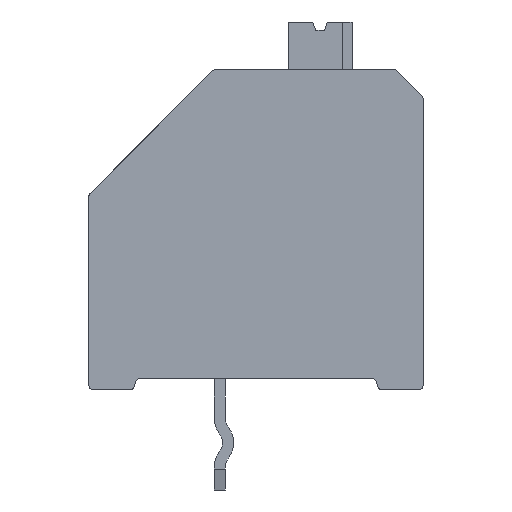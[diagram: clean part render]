
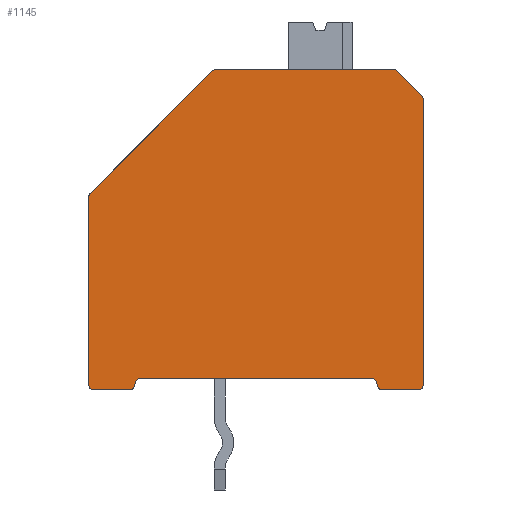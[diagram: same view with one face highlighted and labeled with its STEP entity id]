
A CAD part, front view. The second image highlights one B-rep face of the part: STEP entity #1145.
In plain terms, the highlighted planar face has unit normal (0, -1, 0).
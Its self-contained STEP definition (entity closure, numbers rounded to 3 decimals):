
#1145 = ADVANCED_FACE( '', ( #2428 ), #2429, .T. );
#2428 = FACE_OUTER_BOUND( '', #3883, .T. );
#2429 = PLANE( '', #3884 );
#3883 = EDGE_LOOP( '', ( #7088, #7089, #7090, #7091, #7092, #7093, #7094, #7095, #7096, #7097, #7098, #7099, #7100, #7101, #7102, #7103, #7104, #7105, #7106, #7107 ) );
#3884 = AXIS2_PLACEMENT_3D( '', #7108, #7109, #7110 );
#7088 = ORIENTED_EDGE( '', *, *, #10332, .F. );
#7089 = ORIENTED_EDGE( '', *, *, #10361, .T. );
#7090 = ORIENTED_EDGE( '', *, *, #10362, .F. );
#7091 = ORIENTED_EDGE( '', *, *, #10353, .T. );
#7092 = ORIENTED_EDGE( '', *, *, #9845, .F. );
#7093 = ORIENTED_EDGE( '', *, *, #9770, .T. );
#7094 = ORIENTED_EDGE( '', *, *, #10363, .T. );
#7095 = ORIENTED_EDGE( '', *, *, #10364, .T. );
#7096 = ORIENTED_EDGE( '', *, *, #10357, .F. );
#7097 = ORIENTED_EDGE( '', *, *, #10365, .T. );
#7098 = ORIENTED_EDGE( '', *, *, #10000, .T. );
#7099 = ORIENTED_EDGE( '', *, *, #9413, .F. );
#7100 = ORIENTED_EDGE( '', *, *, #10041, .T. );
#7101 = ORIENTED_EDGE( '', *, *, #9165, .F. );
#7102 = ORIENTED_EDGE( '', *, *, #10366, .T. );
#7103 = ORIENTED_EDGE( '', *, *, #10367, .T. );
#7104 = ORIENTED_EDGE( '', *, *, #10368, .F. );
#7105 = ORIENTED_EDGE( '', *, *, #10369, .T. );
#7106 = ORIENTED_EDGE( '', *, *, #10122, .T. );
#7107 = ORIENTED_EDGE( '', *, *, #9334, .T. );
#7108 = CARTESIAN_POINT( '', ( 0., -15.75, 0. ) );
#7109 = DIRECTION( '', ( 0., -1., 0. ) );
#7110 = DIRECTION( '', ( 0., 0., -1. ) );
#9165 = EDGE_CURVE( '', #11054, #11055, #11056, .T. );
#9334 = EDGE_CURVE( '', #11360, #11357, #11361, .T. );
#9413 = EDGE_CURVE( '', #11497, #11498, #11499, .T. );
#9770 = EDGE_CURVE( '', #12088, #12086, #12089, .T. );
#9845 = EDGE_CURVE( '', #12088, #12201, #12202, .T. );
#10000 = EDGE_CURVE( '', #12441, #11498, #12442, .T. );
#10041 = EDGE_CURVE( '', #11497, #11055, #12496, .T. );
#10122 = EDGE_CURVE( '', #12613, #11360, #12614, .T. );
#10332 = EDGE_CURVE( '', #12895, #11357, #12897, .T. );
#10353 = EDGE_CURVE( '', #12924, #12201, #12925, .T. );
#10357 = EDGE_CURVE( '', #12928, #12931, #12932, .T. );
#10361 = EDGE_CURVE( '', #12895, #12937, #12938, .T. );
#10362 = EDGE_CURVE( '', #12924, #12937, #12939, .T. );
#10363 = EDGE_CURVE( '', #12086, #12940, #12941, .T. );
#10364 = EDGE_CURVE( '', #12940, #12931, #12942, .T. );
#10365 = EDGE_CURVE( '', #12928, #12441, #12943, .T. );
#10366 = EDGE_CURVE( '', #11054, #12944, #12945, .T. );
#10367 = EDGE_CURVE( '', #12944, #12946, #12947, .T. );
#10368 = EDGE_CURVE( '', #12948, #12946, #12949, .T. );
#10369 = EDGE_CURVE( '', #12948, #12613, #12950, .T. );
#11054 = VERTEX_POINT( '', #13809 );
#11055 = VERTEX_POINT( '', #13810 );
#11056 = CIRCLE( '', #13811, 0.17 );
#11357 = VERTEX_POINT( '', #14239 );
#11360 = VERTEX_POINT( '', #14243 );
#11361 = CIRCLE( '', #14244, 0.17 );
#11497 = VERTEX_POINT( '', #14444 );
#11498 = VERTEX_POINT( '', #14445 );
#11499 = CIRCLE( '', #14446, 0.17 );
#12086 = VERTEX_POINT( '', #15306 );
#12088 = VERTEX_POINT( '', #15309 );
#12089 = CIRCLE( '', #15310, 0.17 );
#12201 = VERTEX_POINT( '', #15469 );
#12202 = LINE( '', #15470, #15471 );
#12441 = VERTEX_POINT( '', #15786 );
#12442 = LINE( '', #15787, #15788 );
#12496 = LINE( '', #15869, #15870 );
#12613 = VERTEX_POINT( '', #16035 );
#12614 = LINE( '', #16036, #16037 );
#12895 = VERTEX_POINT( '', #16442 );
#12897 = LINE( '', #16445, #16446 );
#12924 = VERTEX_POINT( '', #16483 );
#12925 = CIRCLE( '', #16484, 0.17 );
#12928 = VERTEX_POINT( '', #16488 );
#12931 = VERTEX_POINT( '', #16492 );
#12932 = LINE( '', #16493, #16494 );
#12937 = VERTEX_POINT( '', #16501 );
#12938 = CIRCLE( '', #16502, 0.17 );
#12939 = LINE( '', #16503, #16504 );
#12940 = VERTEX_POINT( '', #16505 );
#12941 = LINE( '', #16506, #16507 );
#12942 = CIRCLE( '', #16508, 0.17 );
#12943 = CIRCLE( '', #16509, 0.17 );
#12944 = VERTEX_POINT( '', #16510 );
#12945 = LINE( '', #16511, #16512 );
#12946 = VERTEX_POINT( '', #16513 );
#12947 = CIRCLE( '', #16514, 0.17 );
#12948 = VERTEX_POINT( '', #16515 );
#12949 = LINE( '', #16516, #16517 );
#12950 = CIRCLE( '', #16518, 0.17 );
#13809 = CARTESIAN_POINT( '', ( 10.327, -15.75, 0.104 ) );
#13810 = CARTESIAN_POINT( '', ( 10.162, -15.75, 0.23 ) );
#13811 = AXIS2_PLACEMENT_3D( '', #17373, #17374, #17375 );
#14239 = CARTESIAN_POINT( '', ( 11.95, -15.75, 10.38 ) );
#14243 = CARTESIAN_POINT( '', ( 12., -15.75, 10.26 ) );
#14244 = AXIS2_PLACEMENT_3D( '', #17594, #17595, #17596 );
#14444 = CARTESIAN_POINT( '', ( 1.838, -15.75, 0.23 ) );
#14445 = CARTESIAN_POINT( '', ( 1.673, -15.75, 0.104 ) );
#14446 = AXIS2_PLACEMENT_3D( '', #17703, #17704, #17705 );
#15306 = CARTESIAN_POINT( '', ( 0., -15.75, 6.76 ) );
#15309 = CARTESIAN_POINT( '', ( 0.05, -15.75, 6.88 ) );
#15310 = AXIS2_PLACEMENT_3D( '', #18097, #18098, #18099 );
#15469 = CARTESIAN_POINT( '', ( 4.45, -15.75, 11.28 ) );
#15470 = CARTESIAN_POINT( '', ( 1.847, -15.75, 8.677 ) );
#15471 = VECTOR( '', #18171, 1000. );
#15786 = CARTESIAN_POINT( '', ( 1.634, -15.75, -0.044 ) );
#15787 = CARTESIAN_POINT( '', ( 1.707, -15.75, 0.23 ) );
#15788 = VECTOR( '', #18395, 1000. );
#15869 = CARTESIAN_POINT( '', ( 2.9, -15.75, 0.23 ) );
#15870 = VECTOR( '', #18426, 1000. );
#16035 = CARTESIAN_POINT( '', ( 12., -15.75, 0. ) );
#16036 = CARTESIAN_POINT( '', ( 12., -15.75, -3.77 ) );
#16037 = VECTOR( '', #18511, 1000. );
#16442 = CARTESIAN_POINT( '', ( 11.05, -15.75, 11.28 ) );
#16445 = CARTESIAN_POINT( '', ( 11.5, -15.75, 10.83 ) );
#16446 = VECTOR( '', #18715, 1000. );
#16483 = CARTESIAN_POINT( '', ( 4.57, -15.75, 11.33 ) );
#16484 = AXIS2_PLACEMENT_3D( '', #18741, #18742, #18743 );
#16488 = CARTESIAN_POINT( '', ( 1.47, -15.75, -0.17 ) );
#16492 = CARTESIAN_POINT( '', ( 0.17, -15.75, -0.17 ) );
#16493 = CARTESIAN_POINT( '', ( 6., -15.75, -0.17 ) );
#16494 = VECTOR( '', #18746, 1000. );
#16501 = CARTESIAN_POINT( '', ( 10.93, -15.75, 11.33 ) );
#16502 = AXIS2_PLACEMENT_3D( '', #18749, #18750, #18751 );
#16503 = CARTESIAN_POINT( '', ( 4.5, -15.75, 11.33 ) );
#16504 = VECTOR( '', #18752, 1000. );
#16505 = CARTESIAN_POINT( '', ( 0., -15.75, 0. ) );
#16506 = CARTESIAN_POINT( '', ( 0., -15.75, 13.03 ) );
#16507 = VECTOR( '', #18753, 1000. );
#16508 = AXIS2_PLACEMENT_3D( '', #18754, #18755, #18756 );
#16509 = AXIS2_PLACEMENT_3D( '', #18757, #18758, #18759 );
#16510 = CARTESIAN_POINT( '', ( 10.366, -15.75, -0.044 ) );
#16511 = CARTESIAN_POINT( '', ( 10.774, -15.75, -1.566 ) );
#16512 = VECTOR( '', #18760, 1000. );
#16513 = CARTESIAN_POINT( '', ( 10.53, -15.75, -0.17 ) );
#16514 = AXIS2_PLACEMENT_3D( '', #18761, #18762, #18763 );
#16515 = CARTESIAN_POINT( '', ( 11.83, -15.75, -0.17 ) );
#16516 = CARTESIAN_POINT( '', ( 6., -15.75, -0.17 ) );
#16517 = VECTOR( '', #18764, 1000. );
#16518 = AXIS2_PLACEMENT_3D( '', #18765, #18766, #18767 );
#17373 = CARTESIAN_POINT( '', ( 10.162, -15.75, 0.06 ) );
#17374 = DIRECTION( '', ( 0., -1., 0. ) );
#17375 = DIRECTION( '', ( 0., 0., -1. ) );
#17594 = CARTESIAN_POINT( '', ( 11.83, -15.75, 10.26 ) );
#17595 = DIRECTION( '', ( 0., -1., 0. ) );
#17596 = DIRECTION( '', ( 0., 0., -1. ) );
#17703 = CARTESIAN_POINT( '', ( 1.838, -15.75, 0.06 ) );
#17704 = DIRECTION( '', ( 0., -1., 0. ) );
#17705 = DIRECTION( '', ( 0., 0., -1. ) );
#18097 = CARTESIAN_POINT( '', ( 0.17, -15.75, 6.76 ) );
#18098 = DIRECTION( '', ( 0., -1., 0. ) );
#18099 = DIRECTION( '', ( 0., 0., -1. ) );
#18171 = DIRECTION( '', ( 0.707, 0., 0.707 ) );
#18395 = DIRECTION( '', ( 0.259, 0., 0.966 ) );
#18426 = DIRECTION( '', ( 1., 0., 0. ) );
#18511 = DIRECTION( '', ( 0., 0., 1. ) );
#18715 = DIRECTION( '', ( 0.707, 0., -0.707 ) );
#18741 = CARTESIAN_POINT( '', ( 4.57, -15.75, 11.16 ) );
#18742 = DIRECTION( '', ( 0., -1., 0. ) );
#18743 = DIRECTION( '', ( 0., 0., -1. ) );
#18746 = DIRECTION( '', ( -1., 0., 0. ) );
#18749 = CARTESIAN_POINT( '', ( 10.93, -15.75, 11.16 ) );
#18750 = DIRECTION( '', ( 0., -1., 0. ) );
#18751 = DIRECTION( '', ( 0., 0., -1. ) );
#18752 = DIRECTION( '', ( 1., 0., 0. ) );
#18753 = DIRECTION( '', ( 0., 0., -1. ) );
#18754 = CARTESIAN_POINT( '', ( 0.17, -15.75, 0. ) );
#18755 = DIRECTION( '', ( 0., -1., 0. ) );
#18756 = DIRECTION( '', ( 0., 0., -1. ) );
#18757 = CARTESIAN_POINT( '', ( 1.47, -15.75, 0. ) );
#18758 = DIRECTION( '', ( 0., -1., 0. ) );
#18759 = DIRECTION( '', ( 0., 0., -1. ) );
#18760 = DIRECTION( '', ( 0.259, 0., -0.966 ) );
#18761 = CARTESIAN_POINT( '', ( 10.53, -15.75, 0. ) );
#18762 = DIRECTION( '', ( 0., -1., 0. ) );
#18763 = DIRECTION( '', ( 0., 0., -1. ) );
#18764 = DIRECTION( '', ( -1., 0., 0. ) );
#18765 = CARTESIAN_POINT( '', ( 11.83, -15.75, 0. ) );
#18766 = DIRECTION( '', ( 0., -1., 0. ) );
#18767 = DIRECTION( '', ( 0., 0., -1. ) );
